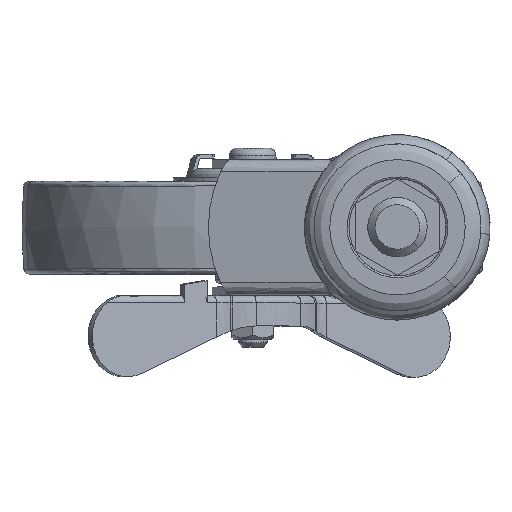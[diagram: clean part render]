
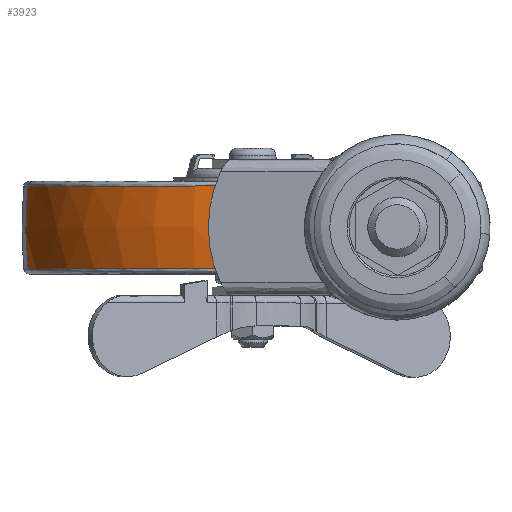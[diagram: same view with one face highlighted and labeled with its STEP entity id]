
A CAD part, top view. The second image highlights one B-rep face of the part: STEP entity #3923.
In plain terms, the highlighted free-form (B-spline) face has degree [2, 2] with [5, 5] control points.
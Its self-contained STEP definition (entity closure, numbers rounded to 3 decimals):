
#3011=CARTESIAN_POINT('',(0.0,-11.167,61.874));
#3012=VERTEX_POINT('',#3011);
#3031=CARTESIAN_POINT('',(-61.461,-11.168,7.144));
#3032=VERTEX_POINT('',#3031);
#3033=CARTESIAN_POINT('',(0.0,-11.167,61.874));
#3034=CARTESIAN_POINT('',(-3.4,-11.167,61.875));
#3035=CARTESIAN_POINT('',(-10.082,-11.167,61.322));
#3036=CARTESIAN_POINT('',(-18.64,-11.167,59.188));
#3037=CARTESIAN_POINT('',(-26.722,-11.167,56.005));
#3038=CARTESIAN_POINT('',(-33.923,-11.167,52.017));
#3039=CARTESIAN_POINT('',(-41.385,-11.167,46.3));
#3040=CARTESIAN_POINT('',(-47.44,-11.167,40.049));
#3041=CARTESIAN_POINT('',(-52.817,-11.167,32.631));
#3042=CARTESIAN_POINT('',(-56.766,-11.167,25.141));
#3043=CARTESIAN_POINT('',(-59.887,-11.167,16.403));
#3044=CARTESIAN_POINT('',(-61.068,-11.168,10.521));
#3045=CARTESIAN_POINT('',(-61.461,-11.168,7.144));
#3046=B_SPLINE_CURVE_WITH_KNOTS('',3,(#3033,#3034,#3035,#3036,#3037,#3038,#3039,#3040,#3041,#3042,#3043,#3044,#3045),.UNSPECIFIED.,.F.,.U.,(4,1,1,1,1,1,1,1,1,1,4),(0.,10.199,20.046,26.377,36.224,44.664,54.512,62.249,72.096,79.833,90.032),.UNSPECIFIED.);
#3047=EDGE_CURVE('',#3012,#3032,#3046,.T.);
#3114=CARTESIAN_POINT('',(0.0,11.168,61.874));
#3115=VERTEX_POINT('',#3114);
#3202=CARTESIAN_POINT('',(-61.461,11.168,7.144));
#3203=VERTEX_POINT('',#3202);
#3209=CARTESIAN_POINT('',(0.0,11.168,61.874));
#3210=CARTESIAN_POINT('',(-3.4,11.168,61.875));
#3211=CARTESIAN_POINT('',(-8.792,11.168,61.429));
#3212=CARTESIAN_POINT('',(-16.363,11.168,59.79));
#3213=CARTESIAN_POINT('',(-22.608,11.168,57.732));
#3214=CARTESIAN_POINT('',(-28.373,11.168,55.095));
#3215=CARTESIAN_POINT('',(-33.65,11.168,52.032));
#3216=CARTESIAN_POINT('',(-39.002,11.168,48.216));
#3217=CARTESIAN_POINT('',(-45.01,11.168,42.773));
#3218=CARTESIAN_POINT('',(-50.772,11.168,35.788));
#3219=CARTESIAN_POINT('',(-54.977,11.168,28.715));
#3220=CARTESIAN_POINT('',(-58.066,11.168,21.741));
#3221=CARTESIAN_POINT('',(-60.226,11.168,14.908));
#3222=CARTESIAN_POINT('',(-61.163,11.168,9.706));
#3223=CARTESIAN_POINT('',(-61.461,11.168,7.144));
#3224=B_SPLINE_CURVE_WITH_KNOTS('',3,(#3209,#3210,#3211,#3212,#3213,#3214,#3215,#3216,#3217,#3218,#3219,#3220,#3221,#3222,#3223),.UNSPECIFIED.,.F.,.U.,(4,1,1,1,1,1,1,1,1,1,1,1,4),(0.,10.199,16.178,23.211,29.894,35.169,41.499,49.588,59.435,68.579,74.206,82.295,90.032),.UNSPECIFIED.);
#3225=EDGE_CURVE('',#3115,#3203,#3224,.T.);
#3858=CARTESIAN_POINT('',(-61.461,-11.168,7.144));
#3859=CARTESIAN_POINT('',(-61.926,-6.997,7.198));
#3860=CARTESIAN_POINT('',(-62.289,0.469,7.241));
#3861=CARTESIAN_POINT('',(-61.823,7.924,7.186));
#3862=CARTESIAN_POINT('',(-61.461,11.168,7.144));
#3863=B_SPLINE_CURVE_WITH_KNOTS('',3,(#3858,#3859,#3860,#3861,#3862),.UNSPECIFIED.,.F.,.U.,(4,1,4),(0.,12.59,22.382),.UNSPECIFIED.);
#3864=EDGE_CURVE('',#3032,#3203,#3863,.T.);
#3870=CARTESIAN_POINT('',(0.0,-11.167,61.874));
#3871=CARTESIAN_POINT('',(0.0,-8.04,62.226));
#3872=CARTESIAN_POINT('',(0.0,-0.586,62.709));
#3873=CARTESIAN_POINT('',(0.0,6.881,62.356));
#3874=CARTESIAN_POINT('',(0.0,11.168,61.874));
#3875=B_SPLINE_CURVE_WITH_KNOTS('',3,(#3870,#3871,#3872,#3873,#3874),.UNSPECIFIED.,.F.,.U.,(4,1,4),(0.,9.442,22.382),.UNSPECIFIED.);
#3876=EDGE_CURVE('',#3012,#3115,#3875,.T.);
#3884=CARTESIAN_POINT('',(0.401,-12.296,61.741));
#3885=CARTESIAN_POINT('',(0.405,-6.171,62.5));
#3886=CARTESIAN_POINT('',(0.405,0.0,62.5));
#3887=CARTESIAN_POINT('',(0.405,6.171,62.5));
#3888=CARTESIAN_POINT('',(0.401,12.296,61.741));
#3889=CARTESIAN_POINT('',(0.201,-12.296,61.741));
#3890=CARTESIAN_POINT('',(0.203,-6.171,62.5));
#3891=CARTESIAN_POINT('',(0.203,0.0,62.5));
#3892=CARTESIAN_POINT('',(0.203,6.171,62.5));
#3893=CARTESIAN_POINT('',(0.201,12.296,61.741));
#3894=CARTESIAN_POINT('',(-54.98,-12.296,61.741));
#3895=CARTESIAN_POINT('',(-55.656,-6.171,62.5));
#3896=CARTESIAN_POINT('',(-55.656,0.0,62.5));
#3897=CARTESIAN_POINT('',(-55.656,6.171,62.5));
#3898=CARTESIAN_POINT('',(-54.98,12.296,61.741));
#3899=CARTESIAN_POINT('',(-61.352,-12.296,6.921));
#3900=CARTESIAN_POINT('',(-62.106,-6.171,7.006));
#3901=CARTESIAN_POINT('',(-62.106,0.0,7.006));
#3902=CARTESIAN_POINT('',(-62.106,6.171,7.006));
#3903=CARTESIAN_POINT('',(-61.352,12.296,6.921));
#3904=CARTESIAN_POINT('',(-61.377,-12.296,6.713));
#3905=CARTESIAN_POINT('',(-62.131,-6.171,6.795));
#3906=CARTESIAN_POINT('',(-62.131,0.0,6.795));
#3907=CARTESIAN_POINT('',(-62.131,6.171,6.795));
#3908=CARTESIAN_POINT('',(-61.377,12.296,6.713));
#3916=(BOUNDED_SURFACE()B_SPLINE_SURFACE(2,2,((#3884,#3889,#3894,#3899,#3904),(#3885,#3890,#3895,#3900,#3905),(#3886,#3891,#3896,#3901,#3906),(#3887,#3892,#3897,#3902,#3907),(#3888,#3893,#3898,#3903,#3908)),.UNSPECIFIED.,.F.,.F.,.U.)B_SPLINE_SURFACE_WITH_KNOTS((3,2,3),(3,1,1,3),(0.0,12.528,25.056),(0.0,0.476,95.64,96.116),.UNSPECIFIED.)GEOMETRIC_REPRESENTATION_ITEM()RATIONAL_B_SPLINE_SURFACE(((0.97,0.968,0.706,0.926,0.927),(0.984,0.983,0.717,0.94,0.941),(1.003,1.001,0.731,0.958,0.959),(0.984,0.983,0.717,0.94,0.941),(0.97,0.968,0.706,0.926,0.927)))REPRESENTATION_ITEM('')SURFACE());
#3917=ORIENTED_EDGE('',*,*,#3047,.F.);
#3918=ORIENTED_EDGE('',*,*,#3876,.T.);
#3919=ORIENTED_EDGE('',*,*,#3225,.T.);
#3920=ORIENTED_EDGE('',*,*,#3864,.F.);
#3921=EDGE_LOOP('',(#3917,#3918,#3919,#3920));
#3922=FACE_OUTER_BOUND('',#3921,.T.);
#3923=ADVANCED_FACE('',(#3922),#3916,.T.);
